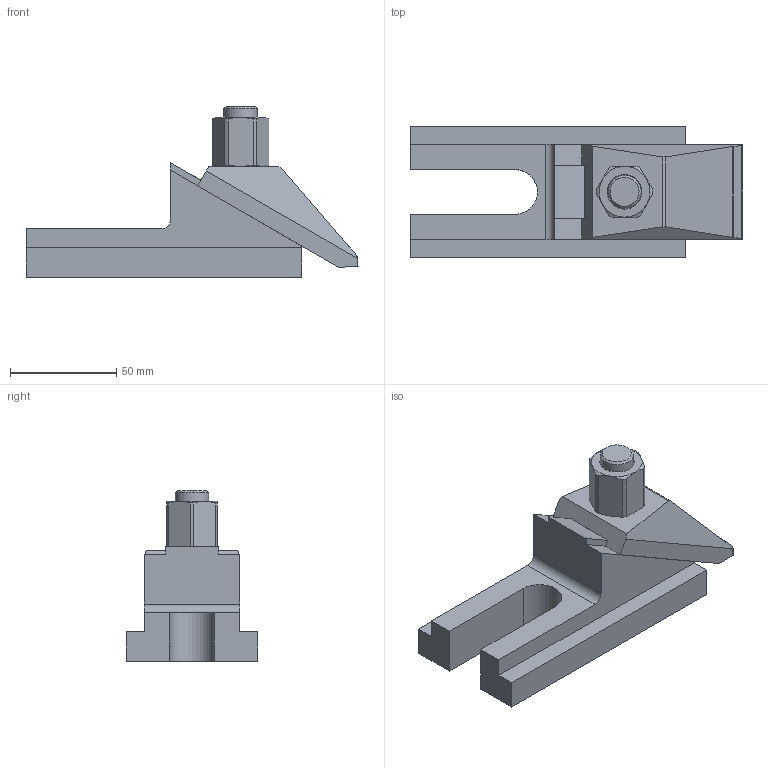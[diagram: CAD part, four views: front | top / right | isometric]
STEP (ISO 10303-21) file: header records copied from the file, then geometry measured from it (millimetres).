
FILE_DESCRIPTION(/* description */ (''),/* implementation_level */ '2;1');
FILE_NAME(/* name */ '354500_Mordaza.stp',/* time_stamp */ '2014-06-05T09:59:31+02:00',/* author */ (''),/* organization */ (''),/* preprocessor_version */ 'ST-DEVELOPER v15',/* originating_system */ 'SIEMENS PLM Software NX 9.0',/* authorisation */ '');
FILE_SCHEMA (('CONFIG_CONTROL_DESIGN'));
Length unit declared in the file: millimetre
Products named in the file (1): 354500_Mordaza
Bounding box: 156.4 x 62 x 80.41 mm (x, y, z)
Volume: 216963.1 mm3; surface area: 52137.1 mm2
Topology: 5 solids, 5 shells, 128 faces, 344 edges, 226 vertices
Faces by surface type: plane 91, cylinder 22, cone 9, bspline 3, sphere 2, torus 1
Full cylindrical faces by diameter (mm): 14.376 x1, 15.682 x1, 18.5 x1, 19 x1, 28 x1
Entity records: 4139 total; most frequent: CARTESIAN_POINT 919, ORIENTED_EDGE 640, DIRECTION 627, EDGE_CURVE 320, LINE 249, VECTOR 249, VERTEX_POINT 219, AXIS2_PLACEMENT_3D 189
